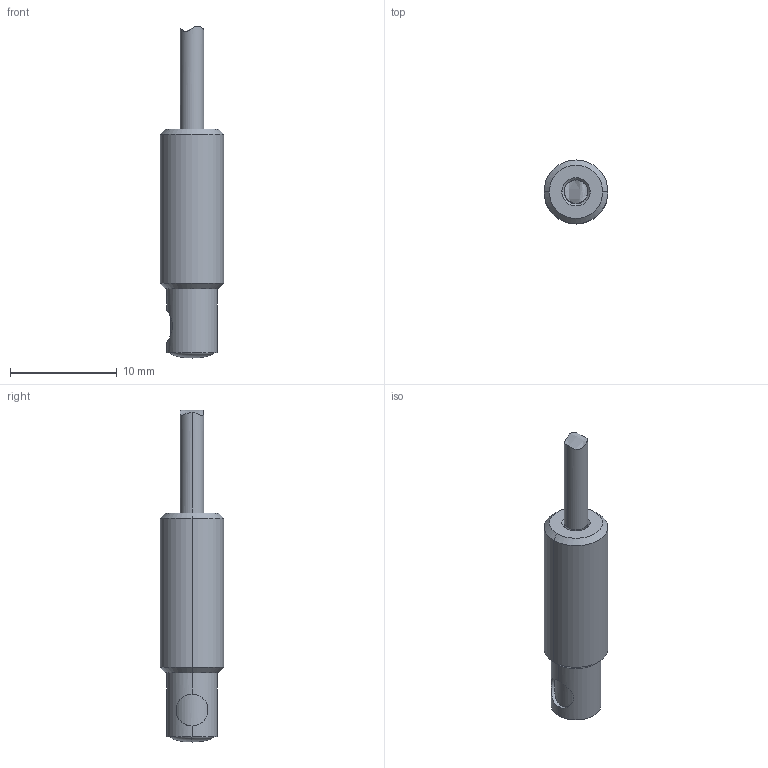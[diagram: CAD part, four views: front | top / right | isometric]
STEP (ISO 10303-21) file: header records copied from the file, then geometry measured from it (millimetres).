
FILE_DESCRIPTION((''),'2;1');
FILE_NAME('LFP-2005-020_SW0001','2017-04-26T',('stagiaire01rd'),(''),'PRO/ENGINEER BY PARAMETRIC TECHNOLOGY CORPORATION, 2016360','PRO/ENGINEER BY PARAMETRIC TECHNOLOGY CORPORATION, 2016360','');
FILE_SCHEMA(('CONFIG_CONTROL_DESIGN'));
Length unit declared in the file: millimetre
Products named in the file (1): LFP-2005-020_SW0001
Bounding box: 6 x 6 x 31.17 mm (x, y, z)
Surface area: 509.9 mm2 (no closed solid volume)
Topology: 0 solids, 4 shells, 21 faces, 55 edges, 37 vertices
Faces by surface type: cylinder 9, cone 6, plane 3, revolution 2, extrusion 1
Entity records: 864 total; most frequent: CARTESIAN_POINT 321, DIRECTION 106, ORIENTED_EDGE 88, EDGE_CURVE 53, AXIS2_PLACEMENT_3D 42, VERTEX_POINT 37, EDGE_LOOP 24, CIRCLE 24
